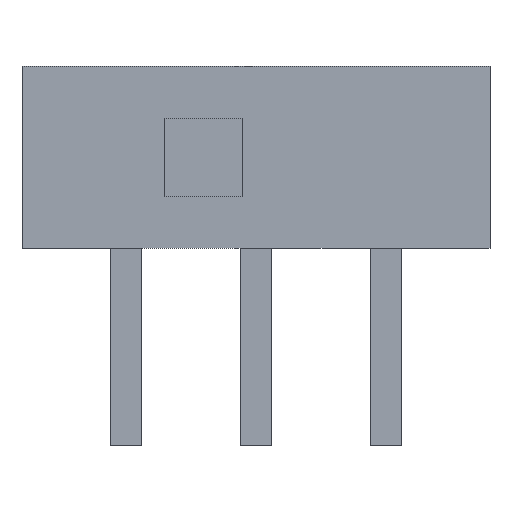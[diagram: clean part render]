
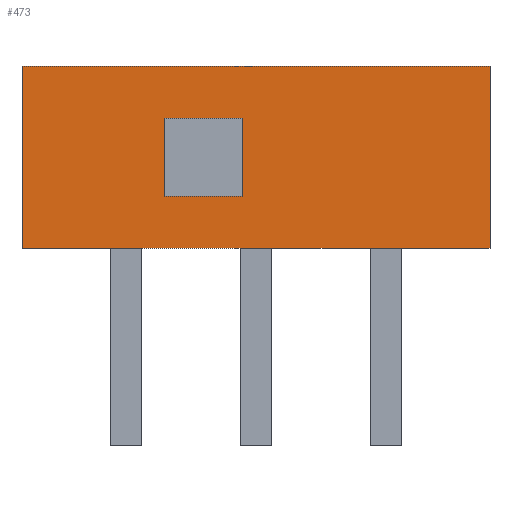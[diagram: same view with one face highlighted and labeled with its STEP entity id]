
A CAD part, front view. The second image highlights one B-rep face of the part: STEP entity #473.
In plain terms, the highlighted planar face has unit normal (0, -1, 0).
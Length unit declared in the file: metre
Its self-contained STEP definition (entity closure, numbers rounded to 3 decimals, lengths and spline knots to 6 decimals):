
#28=ORIENTED_EDGE('',*,*,#148,.F.);
#29=ORIENTED_EDGE('',*,*,#149,.T.);
#30=ORIENTED_EDGE('',*,*,#150,.T.);
#31=ORIENTED_EDGE('',*,*,#151,.F.);
#32=ORIENTED_EDGE('',*,*,#152,.F.);
#33=ORIENTED_EDGE('',*,*,#153,.T.);
#34=ORIENTED_EDGE('',*,*,#154,.T.);
#35=ORIENTED_EDGE('',*,*,#155,.F.);
#148=EDGE_CURVE('',#208,#209,#248,.T.);
#149=EDGE_CURVE('',#208,#210,#249,.T.);
#150=EDGE_CURVE('',#210,#211,#250,.T.);
#151=EDGE_CURVE('',#209,#211,#251,.T.);
#152=EDGE_CURVE('',#212,#213,#252,.T.);
#153=EDGE_CURVE('',#212,#214,#253,.T.);
#154=EDGE_CURVE('',#214,#215,#254,.T.);
#155=EDGE_CURVE('',#213,#215,#255,.T.);
#208=VERTEX_POINT('',#824);
#209=VERTEX_POINT('',#825);
#210=VERTEX_POINT('',#827);
#211=VERTEX_POINT('',#829);
#212=VERTEX_POINT('',#832);
#213=VERTEX_POINT('',#833);
#214=VERTEX_POINT('',#835);
#215=VERTEX_POINT('',#837);
#248=LINE('',#823,#308);
#249=LINE('',#826,#309);
#250=LINE('',#828,#310);
#251=LINE('',#830,#311);
#252=LINE('',#831,#312);
#253=LINE('',#834,#313);
#254=LINE('',#836,#314);
#255=LINE('',#838,#315);
#308=VECTOR('',#705,1.);
#309=VECTOR('',#706,1.);
#310=VECTOR('',#707,1.);
#311=VECTOR('',#708,1.);
#312=VECTOR('',#709,1.);
#313=VECTOR('',#710,1.);
#314=VECTOR('',#711,1.);
#315=VECTOR('',#712,1.);
#362=EDGE_LOOP('',(#28,#29,#30,#31));
#363=EDGE_LOOP('',(#32,#33,#34,#35));
#392=FACE_BOUND('',#362,.T.);
#393=FACE_BOUND('',#363,.T.);
#422=PLANE('',#665);
#473=ADVANCED_FACE('',(#392,#393),#422,.T.);
#665=AXIS2_PLACEMENT_3D('',#822,#703,#704);
#703=DIRECTION('',(0.,-1.,0.));
#704=DIRECTION('',(1.,0.,0.));
#705=DIRECTION('',(1.,0.,0.));
#706=DIRECTION('',(0.,0.,-1.));
#707=DIRECTION('',(1.,0.,0.));
#708=DIRECTION('',(0.,0.,-1.));
#709=DIRECTION('',(0.,0.,-1.));
#710=DIRECTION('',(1.,0.,0.));
#711=DIRECTION('',(0.,0.,-1.));
#712=DIRECTION('',(1.,0.,0.));
#822=CARTESIAN_POINT('',(0.,-0.00255,0.00175));
#823=CARTESIAN_POINT('',(0.,-0.00255,0.0035));
#824=CARTESIAN_POINT('',(-0.0045,-0.00255,0.0035));
#825=CARTESIAN_POINT('',(0.0045,-0.00255,0.0035));
#826=CARTESIAN_POINT('',(-0.0045,-0.00255,0.00175));
#827=CARTESIAN_POINT('',(-0.0045,-0.00255,0.));
#828=CARTESIAN_POINT('',(0.,-0.00255,0.));
#829=CARTESIAN_POINT('',(0.0045,-0.00255,0.));
#830=CARTESIAN_POINT('',(0.0045,-0.00255,0.00175));
#831=CARTESIAN_POINT('',(-0.00175,-0.00255,0.00175));
#832=CARTESIAN_POINT('',(-0.00175,-0.00255,0.0025));
#833=CARTESIAN_POINT('',(-0.00175,-0.00255,0.001));
#834=CARTESIAN_POINT('',(-0.001,-0.00255,0.0025));
#835=CARTESIAN_POINT('',(-0.00025,-0.00255,0.0025));
#836=CARTESIAN_POINT('',(-0.00025,-0.00255,0.00175));
#837=CARTESIAN_POINT('',(-0.00025,-0.00255,0.001));
#838=CARTESIAN_POINT('',(-0.001,-0.00255,0.001));
